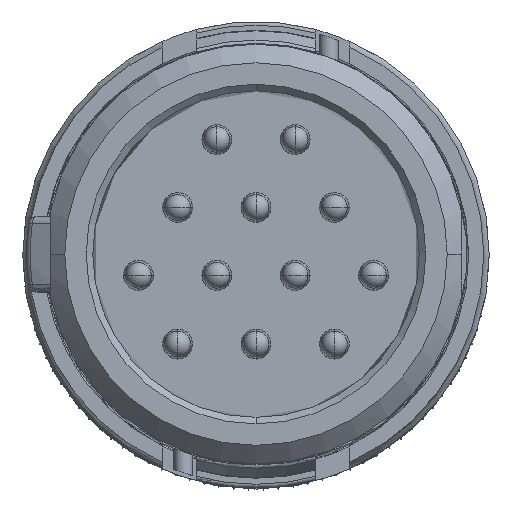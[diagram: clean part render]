
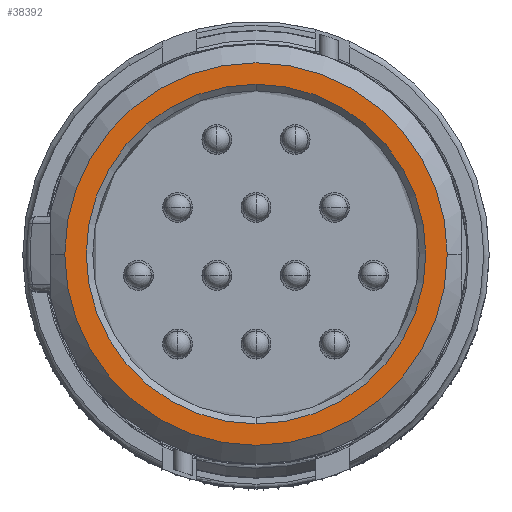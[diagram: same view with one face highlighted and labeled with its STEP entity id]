
A CAD part, top view. The second image highlights one B-rep face of the part: STEP entity #38392.
In plain terms, the highlighted planar face has unit normal (0, 0, 1).
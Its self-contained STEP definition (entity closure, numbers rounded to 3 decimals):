
#32937=CARTESIAN_POINT('',(0.,0.,15.5));
#32938=DIRECTION('',(0.,0.,1.));
#32939=DIRECTION('',(-1.,0.,0.));
#32940=AXIS2_PLACEMENT_3D('',#32937,#32938,#32939);
#32945=CARTESIAN_POINT('',(0.,0.,15.5));
#32946=DIRECTION('',(0.,0.,1.));
#32947=DIRECTION('',(1.,0.,0.));
#32948=AXIS2_PLACEMENT_3D('',#32945,#32946,#32947);
#32953=CARTESIAN_POINT('',(0.,0.,15.5));
#32954=DIRECTION('',(0.,0.,-1.));
#32955=DIRECTION('',(0.,-1.,0.));
#32956=AXIS2_PLACEMENT_3D('',#32953,#32954,#32955);
#32969=CARTESIAN_POINT('',(0.,0.,15.5));
#32970=DIRECTION('',(0.,0.,-1.));
#32971=DIRECTION('',(0.,1.,0.));
#32972=AXIS2_PLACEMENT_3D('',#32969,#32970,#32971);
#37967=CARTESIAN_POINT('',(-5.125,0.,15.5));
#37968=CARTESIAN_POINT('',(5.125,0.,15.5));
#37969=VERTEX_POINT('',#37967);
#37970=VERTEX_POINT('',#37968);
#38092=CARTESIAN_POINT('',(0.,-4.55,15.5));
#38093=CARTESIAN_POINT('',(0.,4.55,15.5));
#38094=VERTEX_POINT('',#38092);
#38095=VERTEX_POINT('',#38093);
#38375=CARTESIAN_POINT('',(0.,0.,15.5));
#38376=DIRECTION('',(0.,0.,1.));
#38377=DIRECTION('',(0.,1.,0.));
#38378=AXIS2_PLACEMENT_3D('',#38375,#38376,#38377);
#38379=PLANE('',#38378);
#38381=ORIENTED_EDGE('',*,*,#38380,.F.);
#38383=ORIENTED_EDGE('',*,*,#38382,.F.);
#38384=EDGE_LOOP('',(#38381,#38383));
#38385=FACE_OUTER_BOUND('',#38384,.F.);
#38387=ORIENTED_EDGE('',*,*,#38386,.F.);
#38389=ORIENTED_EDGE('',*,*,#38388,.F.);
#38390=EDGE_LOOP('',(#38387,#38389));
#38391=FACE_BOUND('',#38390,.F.);
#32941=CIRCLE('',#32940,5.125);
#32949=CIRCLE('',#32948,5.125);
#32957=CIRCLE('',#32956,4.55);
#32973=CIRCLE('',#32972,4.55);
#38380=EDGE_CURVE('',#37969,#37970,#32941,.T.);
#38382=EDGE_CURVE('',#37970,#37969,#32949,.T.);
#38386=EDGE_CURVE('',#38094,#38095,#32957,.T.);
#38388=EDGE_CURVE('',#38095,#38094,#32973,.T.);
#38392=ADVANCED_FACE('',(#38385,#38391),#38379,.T.);
